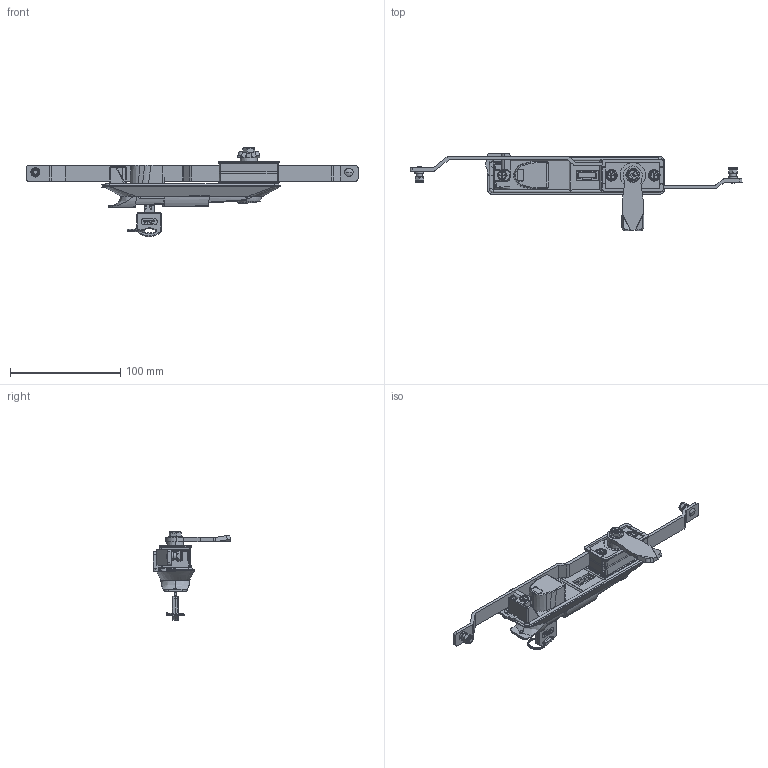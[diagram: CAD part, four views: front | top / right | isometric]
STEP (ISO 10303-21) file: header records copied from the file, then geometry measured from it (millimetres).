
FILE_DESCRIPTION (( 'STEP AP203' ), '1' );
FILE_NAME ('KI32.5.01.60.STEP', '2022-08-25T08:52:26', ( '' ), ( '' ), 'SwSTEP 2.0', 'SolidWorks 2021', '' );
FILE_SCHEMA (( 'CONFIG_CONTROL_DESIGN' ));
Products named in the file (1): KI32.5.01.60
Bounding box: 301 x 70.31 x 80.81 mm (x, y, z)
Surface area: 53747.1 mm2 (no closed solid volume)
Topology: 0 solids, 40 shells, 839 faces, 2804 edges, 1939 vertices
Faces by surface type: plane 357, cylinder 176, bspline 163, cone 70, torus 60, sphere 13
Entity records: 41984 total; most frequent: CARTESIAN_POINT 20231, ORIENTED_EDGE 4668, DIRECTION 3659, EDGE_CURVE 2799, VERTEX_POINT 1937, AXIS2_PLACEMENT_3D 1239, LINE 1181, VECTOR 1181
